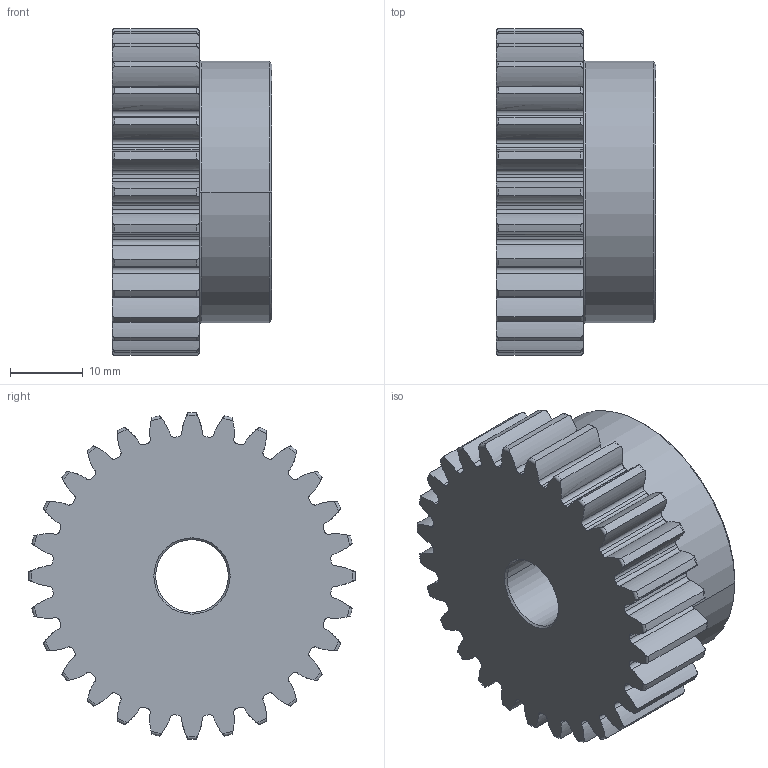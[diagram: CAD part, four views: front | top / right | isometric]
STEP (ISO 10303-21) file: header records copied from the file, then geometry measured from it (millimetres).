
FILE_DESCRIPTION((''),'2;1');
FILE_NAME('A_1C_2MYK15028B','2019-09-08T',('SYSTEM'),(''),'PRO/ENGINEER BY PARAMETRIC TECHNOLOGY CORPORATION, 2016360','PRO/ENGINEER BY PARAMETRIC TECHNOLOGY CORPORATION, 2016360','');
FILE_SCHEMA(('AUTOMOTIVE_DESIGN { 1 0 10303 214 1 1 1 1 }'));
Length unit declared in the file: millimetre
Products named in the file (1): A_1C_2MYK15028B
Bounding box: 22 x 45 x 45 mm (x, y, z)
Volume: 24936.8 mm3; surface area: 7396.6 mm2
Topology: 1 solids, 1 shells, 239 faces, 700 edges, 464 vertices
Faces by surface type: cylinder 116, torus 58, extrusion 56, cone 6, plane 3
Entity records: 10551 total; most frequent: CARTESIAN_POINT 4195, ORIENTED_EDGE 1400, DIRECTION 1196, EDGE_CURVE 700, AXIS2_PLACEMENT_3D 481, VERTEX_POINT 464, CIRCLE 298, B_SPLINE_CURVE_WITH_KNOTS 280
